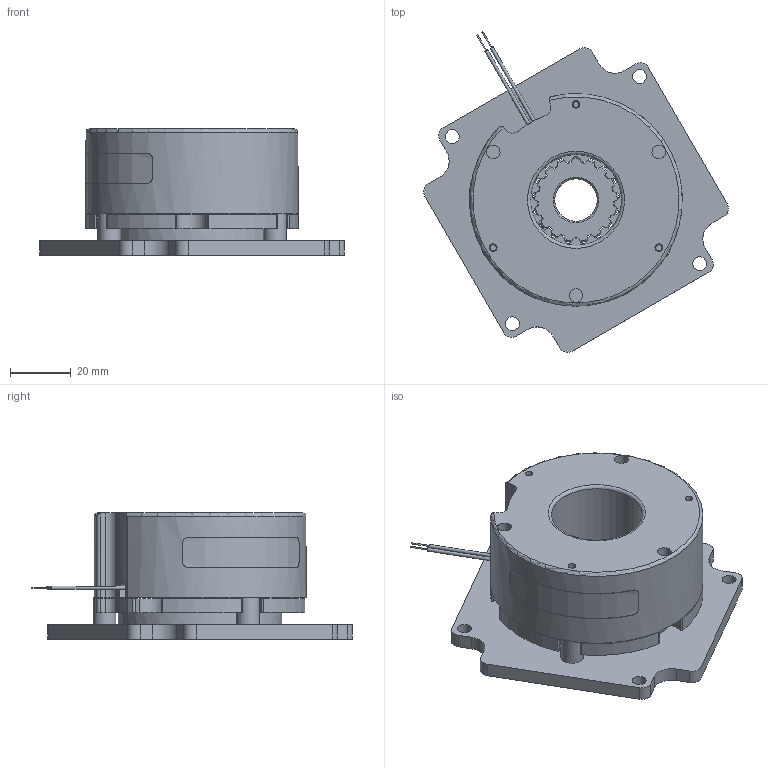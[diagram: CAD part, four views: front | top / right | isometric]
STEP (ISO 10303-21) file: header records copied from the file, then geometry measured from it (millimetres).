
FILE_DESCRIPTION(('FreeCAD Model'),'2;1');
FILE_NAME('BRK29.step','2014-11-05T10:48:36',('FreeCAD' ),('FreeCAD'),'Open CASCADE STEP processor 6.6','FreeCAD','Unknown' );
FILE_SCHEMA(('AUTOMOTIVE_DESIGN_CC2 { 1 2 10303 214 -1 1 5 4 }'));
Length unit declared in the file: millimetre
Products named in the file (1): BRK29
Bounding box: 100.42 x 105.71 x 41.55 mm (x, y, z)
Volume: 135839 mm3; surface area: 41909.7 mm2
Topology: 1 solids, 2 shells, 435 faces, 1308 edges, 862 vertices
Faces by surface type: cylinder 262, plane 119, cone 44, torus 10
Full cylindrical faces by diameter (mm): 0.4 x2, 1.1 x2, 2.5 x3, 3 x3, 3.2 x3, 3.3 x4, 4.5 x3, 4.6 x4, 6 x3, 7.5 x3, 14 x1, 30 x2, 32 x1, 35 x1, 38 x2, 54 x1
Entity records: 39462 total; most frequent: CARTESIAN_POINT 16752, DIRECTION 3447, ORIENTED_EDGE 2616, PCURVE 2616, DEFINITIONAL_REPRESENTATION 2616, B_SPLINE_CURVE_WITH_KNOTS 1688, EDGE_CURVE 1308, SURFACE_CURVE 1253
